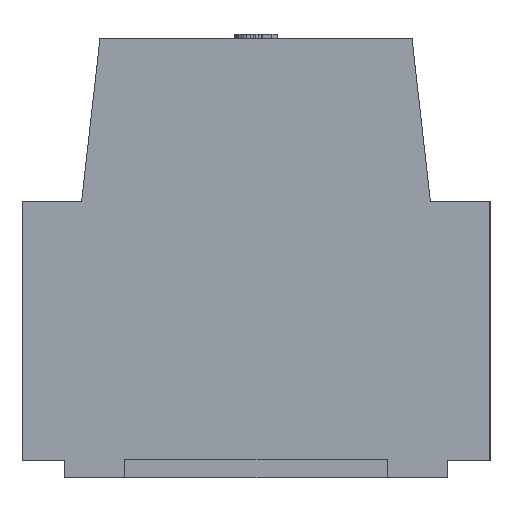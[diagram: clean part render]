
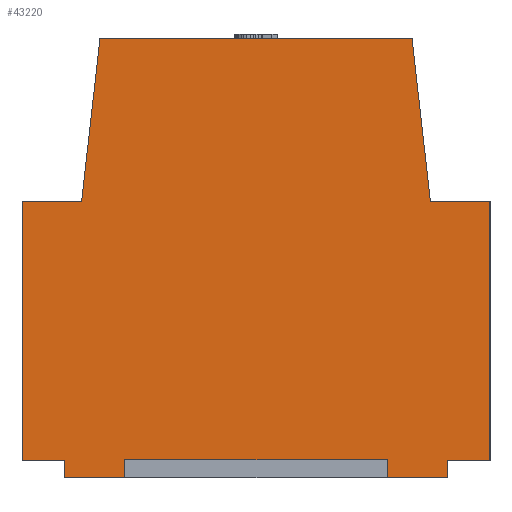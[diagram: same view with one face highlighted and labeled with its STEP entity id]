
A CAD part, left-side view. The second image highlights one B-rep face of the part: STEP entity #43220.
In plain terms, the highlighted face is planar.
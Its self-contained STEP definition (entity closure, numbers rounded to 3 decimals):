
#8120=CARTESIAN_POINT('',(70.771,-15.416,29.));
#8130=VERTEX_POINT('',#8120);
#8160=CARTESIAN_POINT('',(70.771,-4.416,29.));
#8170=DIRECTION('',(0.,-1.,0.));
#8180=VECTOR('',#8170,1.);
#8190=LINE('',#8160,#8180);
#8200=CARTESIAN_POINT('',(70.771,6.584,29.));
#8210=VERTEX_POINT('',#8200);
#8220=EDGE_CURVE('',#8210,#8130,#8190,.T.);
#34860=CARTESIAN_POINT('',(39.771,9.084,29.));
#34870=VERTEX_POINT('',#34860);
#34900=CARTESIAN_POINT('',(39.771,-4.416,29.));
#34910=DIRECTION('',(0.,1.,0.));
#34920=VECTOR('',#34910,1.);
#34930=LINE('',#34900,#34920);
#34940=CARTESIAN_POINT('',(39.771,4.834,29.));
#34950=VERTEX_POINT('',#34940);
#34960=EDGE_CURVE('',#34950,#34870,#34930,.T.);
#35180=CARTESIAN_POINT('',(39.771,-13.666,29.));
#35190=VERTEX_POINT('',#35180);
#35220=CARTESIAN_POINT('',(39.771,-17.916,29.));
#35230=VERTEX_POINT('',#35220);
#35240=EDGE_CURVE('',#35230,#35190,#34930,.T.);
#36960=CARTESIAN_POINT('',(58.321,7.992,29.));
#36970=DIRECTION('',(0.994,-0.112,0.));
#36980=VECTOR('',#36970,1.);
#36990=LINE('',#36960,#36980);
#37000=CARTESIAN_POINT('',(59.271,7.884,29.));
#37010=VERTEX_POINT('',#37000);
#37020=EDGE_CURVE('',#37010,#8210,#36990,.T.);
#37340=CARTESIAN_POINT('',(59.271,-4.416,29.));
#37350=DIRECTION('',(0.,-1.,0.));
#37360=VECTOR('',#37350,1.);
#37370=LINE('',#37340,#37360);
#37380=CARTESIAN_POINT('',(59.271,12.084,29.));
#37390=VERTEX_POINT('',#37380);
#37400=EDGE_CURVE('',#37390,#37010,#37370,.T.);
#38100=CARTESIAN_POINT('',(40.971,-4.416,29.));
#38110=DIRECTION('',(0.,1.,0.));
#38120=VECTOR('',#38110,1.);
#38130=LINE('',#38100,#38120);
#38140=CARTESIAN_POINT('',(40.971,9.084,29.));
#38150=VERTEX_POINT('',#38140);
#38160=CARTESIAN_POINT('',(40.971,12.084,29.));
#38170=VERTEX_POINT('',#38160);
#38180=EDGE_CURVE('',#38150,#38170,#38130,.T.);
#38570=CARTESIAN_POINT('',(58.321,9.084,29.));
#38580=DIRECTION('',(1.,0.,0.));
#38590=VECTOR('',#38580,1.);
#38600=LINE('',#38570,#38590);
#38610=EDGE_CURVE('',#34870,#38150,#38600,.T.);
#39100=CARTESIAN_POINT('',(58.321,-17.916,29.));
#39110=DIRECTION('',(-1.,0.,0.));
#39120=VECTOR('',#39110,1.);
#39130=LINE('',#39100,#39120);
#39140=CARTESIAN_POINT('',(40.971,-17.916,29.));
#39150=VERTEX_POINT('',#39140);
#39160=EDGE_CURVE('',#39150,#35230,#39130,.T.);
#39480=CARTESIAN_POINT('',(40.971,-4.416,29.));
#39490=DIRECTION('',(0.,1.,0.));
#39500=VECTOR('',#39490,1.);
#39510=LINE('',#39480,#39500);
#39520=CARTESIAN_POINT('',(40.971,-20.916,29.));
#39530=VERTEX_POINT('',#39520);
#39540=EDGE_CURVE('',#39530,#39150,#39510,.T.);
#40330=CARTESIAN_POINT('',(59.271,-4.416,29.));
#40340=DIRECTION('',(0.,-1.,0.));
#40350=VECTOR('',#40340,1.);
#40360=LINE('',#40330,#40350);
#40370=CARTESIAN_POINT('',(59.271,-16.716,29.));
#40380=VERTEX_POINT('',#40370);
#40390=CARTESIAN_POINT('',(59.271,-20.916,29.));
#40400=VERTEX_POINT('',#40390);
#40410=EDGE_CURVE('',#40380,#40400,#40360,.T.);
#40800=CARTESIAN_POINT('',(58.321,-16.823,29.));
#40810=DIRECTION('',(-0.994,-0.112,0.));
#40820=VECTOR('',#40810,1.);
#40830=LINE('',#40800,#40820);
#40840=EDGE_CURVE('',#8130,#40380,#40830,.T.);
#42700=CARTESIAN_POINT('',(53.271,-20.916,29.));
#42710=DIRECTION('',(0.,0.,-1.));
#42720=DIRECTION('',(0.,1.,0.));
#42730=AXIS2_PLACEMENT_3D('',#42700,#42710,#42720);
#42740=PLANE('',#42730);
#42750=ORIENTED_EDGE('',*,*,#39540,.F.);
#42760=ORIENTED_EDGE('',*,*,#39160,.F.);
#42770=ORIENTED_EDGE('',*,*,#35240,.F.);
#42780=CARTESIAN_POINT('',(58.321,-13.666,29.));
#42790=DIRECTION('',(1.,0.,0.));
#42800=VECTOR('',#42790,1.);
#42810=LINE('',#42780,#42800);
#42820=CARTESIAN_POINT('',(41.071,-13.666,29.));
#42830=VERTEX_POINT('',#42820);
#42840=EDGE_CURVE('',#35190,#42830,#42810,.T.);
#42850=ORIENTED_EDGE('',*,*,#42840,.F.);
#42860=CARTESIAN_POINT('',(41.071,-4.416,29.));
#42870=DIRECTION('',(0.,1.,0.));
#42880=VECTOR('',#42870,1.);
#42890=LINE('',#42860,#42880);
#42900=CARTESIAN_POINT('',(41.071,4.834,29.));
#42910=VERTEX_POINT('',#42900);
#42920=EDGE_CURVE('',#42830,#42910,#42890,.T.);
#42930=ORIENTED_EDGE('',*,*,#42920,.F.);
#42940=CARTESIAN_POINT('',(58.321,4.834,29.));
#42950=DIRECTION('',(-1.,0.,0.));
#42960=VECTOR('',#42950,1.);
#42970=LINE('',#42940,#42960);
#42980=EDGE_CURVE('',#42910,#34950,#42970,.T.);
#42990=ORIENTED_EDGE('',*,*,#42980,.F.);
#43000=ORIENTED_EDGE('',*,*,#34960,.F.);
#43010=ORIENTED_EDGE('',*,*,#38610,.F.);
#43020=ORIENTED_EDGE('',*,*,#38180,.F.);
#43030=CARTESIAN_POINT('',(58.321,12.084,29.));
#43040=DIRECTION('',(1.,0.,0.));
#43050=VECTOR('',#43040,1.);
#43060=LINE('',#43030,#43050);
#43070=EDGE_CURVE('',#38170,#37390,#43060,.T.);
#43080=ORIENTED_EDGE('',*,*,#43070,.F.);
#43090=ORIENTED_EDGE('',*,*,#37400,.F.);
#43100=ORIENTED_EDGE('',*,*,#37020,.F.);
#43110=ORIENTED_EDGE('',*,*,#8220,.F.);
#43120=ORIENTED_EDGE('',*,*,#40840,.F.);
#43130=ORIENTED_EDGE('',*,*,#40410,.F.);
#43140=CARTESIAN_POINT('',(58.321,-20.916,29.));
#43150=DIRECTION('',(-1.,0.,0.));
#43160=VECTOR('',#43150,1.);
#43170=LINE('',#43140,#43160);
#43180=EDGE_CURVE('',#40400,#39530,#43170,.T.);
#43190=ORIENTED_EDGE('',*,*,#43180,.F.);
#43200=EDGE_LOOP('',(#43190,#43130,#43120,#43110,#43100,#43090,#43080,
#43020,#43010,#43000,#42990,#42930,#42850,#42770,#42760,#42750));
#43210=FACE_OUTER_BOUND('',#43200,.T.);
#43220=ADVANCED_FACE('',(#43210),#42740,.F.);
